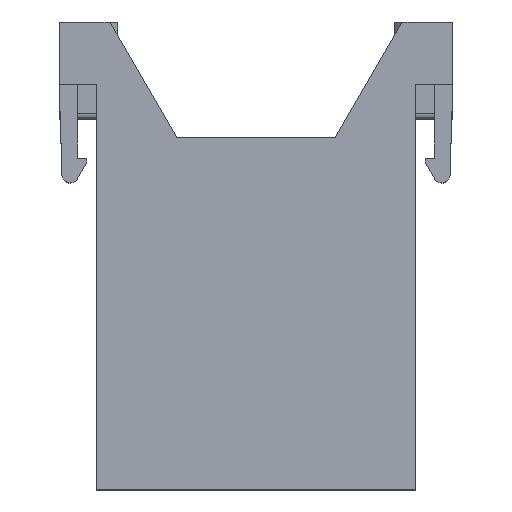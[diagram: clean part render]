
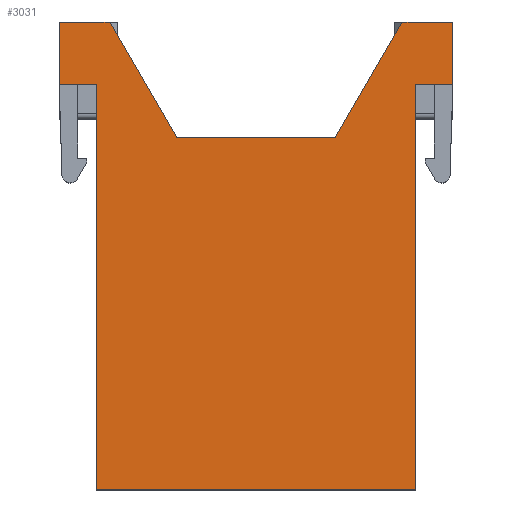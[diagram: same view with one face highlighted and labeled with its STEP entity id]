
A CAD part, top view. The second image highlights one B-rep face of the part: STEP entity #3031.
In plain terms, the highlighted planar face has unit normal (0, 0, 1).
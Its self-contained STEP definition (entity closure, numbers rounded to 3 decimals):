
#2427=FACE_OUTER_BOUND('',#3781,.T.);
#2745=PLANE('',#8082);
#3031=ADVANCED_FACE('',(#2427),#2745,.T.);
#3781=EDGE_LOOP('',(#5500,#5501,#5502,#5503,#5504,#5505,#5506,#5507,#5508,
#5509,#5510,#5511));
#4079=LINE('',#10504,#4455);
#4118=LINE('',#10595,#4494);
#4121=LINE('',#10602,#4497);
#4137=LINE('',#10636,#4513);
#4147=LINE('',#10656,#4523);
#4165=LINE('',#10697,#4541);
#4200=LINE('',#10779,#4576);
#4219=LINE('',#10820,#4595);
#4238=LINE('',#10859,#4614);
#4243=LINE('',#10867,#4619);
#4282=LINE('',#10972,#4658);
#4283=LINE('',#10974,#4659);
#4455=VECTOR('',#8916,1.);
#4494=VECTOR('',#8997,1.);
#4497=VECTOR('',#9002,1.);
#4513=VECTOR('',#9034,1.);
#4523=VECTOR('',#9048,1.);
#4541=VECTOR('',#9080,1.);
#4576=VECTOR('',#9157,1.);
#4595=VECTOR('',#9192,1.);
#4614=VECTOR('',#9223,1.);
#4619=VECTOR('',#9230,1.);
#4658=VECTOR('',#9349,1.);
#4659=VECTOR('',#9352,1.);
#5500=ORIENTED_EDGE('',*,*,#7221,.F.);
#5501=ORIENTED_EDGE('',*,*,#7122,.F.);
#5502=ORIENTED_EDGE('',*,*,#7081,.F.);
#5503=ORIENTED_EDGE('',*,*,#7143,.F.);
#5504=ORIENTED_EDGE('',*,*,#7162,.F.);
#5505=ORIENTED_EDGE('',*,*,#7167,.F.);
#5506=ORIENTED_EDGE('',*,*,#7220,.F.);
#5507=ORIENTED_EDGE('',*,*,#6985,.T.);
#5508=ORIENTED_EDGE('',*,*,#7061,.T.);
#5509=ORIENTED_EDGE('',*,*,#7051,.T.);
#5510=ORIENTED_EDGE('',*,*,#7030,.T.);
#5511=ORIENTED_EDGE('',*,*,#7033,.T.);
#6463=VERTEX_POINT('',#10503);
#6464=VERTEX_POINT('',#10505);
#6494=VERTEX_POINT('',#10594);
#6495=VERTEX_POINT('',#10596);
#6496=VERTEX_POINT('',#10600);
#6508=VERTEX_POINT('',#10637);
#6531=VERTEX_POINT('',#10696);
#6532=VERTEX_POINT('',#10698);
#6558=VERTEX_POINT('',#10780);
#6571=VERTEX_POINT('',#10819);
#6585=VERTEX_POINT('',#10858);
#6587=VERTEX_POINT('',#10866);
#6985=EDGE_CURVE('',#6464,#6463,#4079,.T.);
#7030=EDGE_CURVE('',#6495,#6494,#4118,.T.);
#7033=EDGE_CURVE('',#6494,#6496,#4121,.T.);
#7051=EDGE_CURVE('',#6508,#6495,#4137,.T.);
#7061=EDGE_CURVE('',#6463,#6508,#4147,.T.);
#7081=EDGE_CURVE('',#6531,#6532,#4165,.T.);
#7122=EDGE_CURVE('',#6532,#6558,#4200,.T.);
#7143=EDGE_CURVE('',#6571,#6531,#4219,.T.);
#7162=EDGE_CURVE('',#6585,#6571,#4238,.T.);
#7167=EDGE_CURVE('',#6587,#6585,#4243,.T.);
#7220=EDGE_CURVE('',#6464,#6587,#4282,.T.);
#7221=EDGE_CURVE('',#6558,#6496,#4283,.T.);
#8082=AXIS2_PLACEMENT_3D('',#10975,#9353,#9354);
#8916=DIRECTION('',(-0.5,0.866,0.));
#8997=DIRECTION('',(1.,0.,0.));
#9002=DIRECTION('',(0.,-1.,0.));
#9034=DIRECTION('',(0.,-1.,0.));
#9048=DIRECTION('',(-1.,0.,0.));
#9080=DIRECTION('',(-1.,0.,0.));
#9157=DIRECTION('',(0.,-1.,0.));
#9192=DIRECTION('',(0.,-1.,0.));
#9223=DIRECTION('',(1.,0.,0.));
#9230=DIRECTION('',(0.5,0.866,0.));
#9349=DIRECTION('',(1.,0.,0.));
#9352=DIRECTION('',(-1.,0.,0.));
#9353=DIRECTION('',(0.,0.,1.));
#9354=DIRECTION('',(1.,0.,0.));
#10503=CARTESIAN_POINT('',(-26.038,17.109,5.7));
#10504=CARTESIAN_POINT('',(-20.264,7.109,5.7));
#10505=CARTESIAN_POINT('',(-20.264,7.109,5.7));
#10594=CARTESIAN_POINT('',(-27.238,11.709,5.7));
#10595=CARTESIAN_POINT('',(-30.438,11.709,5.7));
#10596=CARTESIAN_POINT('',(-30.438,11.709,5.7));
#10600=CARTESIAN_POINT('',(-27.238,-23.291,5.7));
#10602=CARTESIAN_POINT('',(-27.238,11.709,5.7));
#10636=CARTESIAN_POINT('',(-30.438,17.109,5.7));
#10637=CARTESIAN_POINT('',(-30.438,17.109,5.7));
#10656=CARTESIAN_POINT('',(-26.038,17.109,5.7));
#10696=CARTESIAN_POINT('',(3.562,11.709,5.7));
#10697=CARTESIAN_POINT('',(3.562,11.709,5.7));
#10698=CARTESIAN_POINT('',(0.362,11.709,5.7));
#10779=CARTESIAN_POINT('',(0.362,11.709,5.7));
#10780=CARTESIAN_POINT('',(0.362,-23.291,5.7));
#10819=CARTESIAN_POINT('',(3.562,17.109,5.7));
#10820=CARTESIAN_POINT('',(3.562,17.109,5.7));
#10858=CARTESIAN_POINT('',(-0.838,17.109,5.7));
#10859=CARTESIAN_POINT('',(-0.838,17.109,5.7));
#10866=CARTESIAN_POINT('',(-6.611,7.109,5.7));
#10867=CARTESIAN_POINT('',(-6.611,7.109,5.7));
#10972=CARTESIAN_POINT('',(-20.264,7.109,5.7));
#10974=CARTESIAN_POINT('',(0.362,-23.291,5.7));
#10975=CARTESIAN_POINT('',(-31.388,-25.411,5.7));
